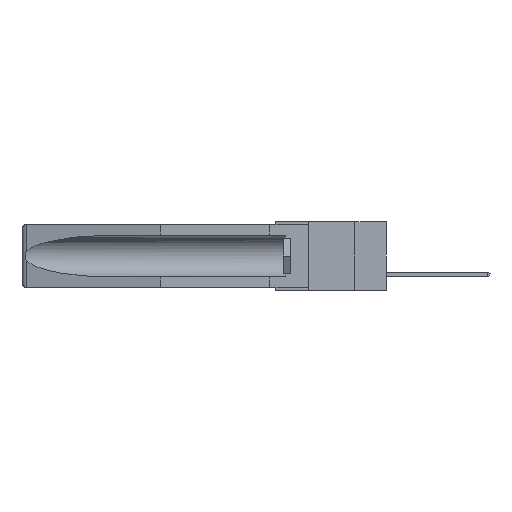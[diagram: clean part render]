
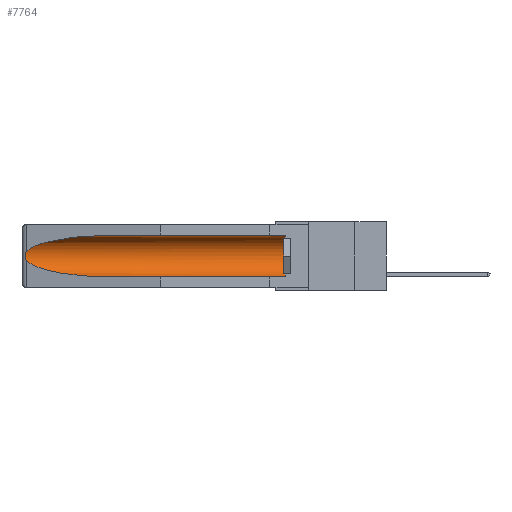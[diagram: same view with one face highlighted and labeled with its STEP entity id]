
A CAD part, left-side view. The second image highlights one B-rep face of the part: STEP entity #7764.
In plain terms, the highlighted cylindrical face has radius 2.857 mm (diameter 5.715 mm), a partial arc.
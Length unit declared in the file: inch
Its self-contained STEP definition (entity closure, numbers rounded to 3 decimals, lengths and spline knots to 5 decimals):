
#72 = EDGE_CURVE ( 'NONE', #19352, #7635, #8200, .T. ) ;
#194 = CARTESIAN_POINT ( 'NONE',  ( 0.26537, 1.52718, -0.14972 ) ) ;
#453 = CARTESIAN_POINT ( 'NONE',  ( 0.25451, 1.48313, -0.24835 ) ) ;
#1621 = VERTEX_POINT ( 'NONE', #19661 ) ;
#2228 = CARTESIAN_POINT ( 'NONE',  ( 0.21114, 1.30732, -0.284 ) ) ;
#2348 = ORIENTED_EDGE ( 'NONE', *, *, #10521, .T. ) ;
#2383 = CARTESIAN_POINT ( 'NONE',  ( 0.155, 1.07973, -0.284 ) ) ;
#2887 = CARTESIAN_POINT ( 'NONE',  ( 0.155, 0.126, -0.1715 ) ) ;
#3645 = ORIENTED_EDGE ( 'NONE', *, *, #72, .T. ) ;
#3831 = CARTESIAN_POINT ( 'NONE',  ( 0.25451, 1.48313, -0.09465 ) ) ;
#4221 = CARTESIAN_POINT ( 'NONE',  ( 0.26537, 1.52718, -0.19328 ) ) ;
#4385 = CARTESIAN_POINT ( 'NONE',  ( 0.155, 1.07973, -0.059 ) ) ;
#5166 = ORIENTED_EDGE ( 'NONE', *, *, #8359, .T. ) ;
#5187 = CARTESIAN_POINT ( 'NONE',  ( 0.155, -0.30754, -0.284 ) ) ;
#5404 = CARTESIAN_POINT ( 'NONE',  ( 0.26655, 1.53094, -0.18657 ) ) ;
#5588 = AXIS2_PLACEMENT_3D ( 'NONE', #20456, #22118, #11591 ) ;
#5682 = CARTESIAN_POINT ( 'NONE',  ( 0.155, 1.07973, -0.059 ) ) ;
#6259 = CARTESIAN_POINT ( 'NONE',  ( 0.2673, 1.5327, -0.16383 ) ) ;
#7148 = CARTESIAN_POINT ( 'NONE',  ( 0.26597, 1.5296, -0.19026 ) ) ;
#7190 = LINE ( 'NONE', #5187, #9113 ) ;
#7386 = CIRCLE ( 'NONE', #13921, 0.1125 ) ;
#7635 = VERTEX_POINT ( 'NONE', #15323 ) ;
#7668 = ORIENTED_EDGE ( 'NONE', *, *, #20612, .T. ) ;
#7764 = ADVANCED_FACE ( 'NONE', ( #15544 ), #15806, .F. ) ;
#7774 =( BOUNDED_CURVE ( )  B_SPLINE_CURVE ( 3, ( #5682, #9199, #3831, #14291 ),
 .UNSPECIFIED., .F., .F. ) 
 B_SPLINE_CURVE_WITH_KNOTS ( ( 4, 4 ),
 ( 4.71239, 6.08839 ),
 .UNSPECIFIED. ) 
 CURVE ( )  GEOMETRIC_REPRESENTATION_ITEM ( )  RATIONAL_B_SPLINE_CURVE ( ( 1., 0.848, 0.848, 1. ) ) 
 REPRESENTATION_ITEM ( '' )  );
#8003 = EDGE_LOOP ( 'NONE', ( #5166, #3645, #2348, #9090, #7668, #12607 ) ) ;
#8200 = B_SPLINE_CURVE_WITH_KNOTS ( 'NONE', 3,
 ( #194, #13269, #18811, #6259, #8560, #22622, #18963, #5404, #7148, #8927 ),
 .UNSPECIFIED., .F., .F.,
 ( 4, 2, 2, 2, 4 ),
 ( 0., 0.00029, 0.00058, 0.00087, 0.00117 ),
 .UNSPECIFIED. ) ;
#8207 = EDGE_CURVE ( 'NONE', #8264, #19904, #10270, .T. ) ;
#8264 = VERTEX_POINT ( 'NONE', #21173 ) ;
#8359 = EDGE_CURVE ( 'NONE', #19904, #19352, #7774, .T. ) ;
#8560 = CARTESIAN_POINT ( 'NONE',  ( 0.2675, 1.53308, -0.16763 ) ) ;
#8722 = DIRECTION ( 'NONE',  ( 0., 1., 0. ) ) ;
#8927 = CARTESIAN_POINT ( 'NONE',  ( 0.26537, 1.52718, -0.19328 ) ) ;
#9036 = CARTESIAN_POINT ( 'NONE',  ( 0.155, 1.07973, -0.284 ) ) ;
#9090 = ORIENTED_EDGE ( 'NONE', *, *, #19263, .F. ) ;
#9113 = VECTOR ( 'NONE', #8722, 39.37008 ) ;
#9199 = CARTESIAN_POINT ( 'NONE',  ( 0.21114, 1.30732, -0.059 ) ) ;
#10173 =( BOUNDED_CURVE ( )  B_SPLINE_CURVE ( 3, ( #4221, #453, #2228, #2383 ),
 .UNSPECIFIED., .F., .F. ) 
 B_SPLINE_CURVE_WITH_KNOTS ( ( 4, 4 ),
 ( 0.1948, 1.5708 ),
 .UNSPECIFIED. ) 
 CURVE ( )  GEOMETRIC_REPRESENTATION_ITEM ( )  RATIONAL_B_SPLINE_CURVE ( ( 1., 0.848, 0.848, 1. ) ) 
 REPRESENTATION_ITEM ( '' )  );
#10270 = LINE ( 'NONE', #20954, #19629 ) ;
#10521 = EDGE_CURVE ( 'NONE', #7635, #15543, #10173, .T. ) ;
#11591 = DIRECTION ( 'NONE',  ( 0., 0., 1. ) ) ;
#12607 = ORIENTED_EDGE ( 'NONE', *, *, #8207, .T. ) ;
#13269 = CARTESIAN_POINT ( 'NONE',  ( 0.26597, 1.52961, -0.15275 ) ) ;
#13921 = AXIS2_PLACEMENT_3D ( 'NONE', #2887, #15197, #16962 ) ;
#14291 = CARTESIAN_POINT ( 'NONE',  ( 0.26537, 1.52718, -0.14972 ) ) ;
#15197 = DIRECTION ( 'NONE',  ( 0., -1., 0. ) ) ;
#15323 = CARTESIAN_POINT ( 'NONE',  ( 0.26537, 1.52718, -0.19328 ) ) ;
#15543 = VERTEX_POINT ( 'NONE', #9036 ) ;
#15544 = FACE_OUTER_BOUND ( 'NONE', #8003, .T. ) ;
#15806 = CYLINDRICAL_SURFACE ( 'NONE', #5588, 0.1125 ) ;
#16962 = DIRECTION ( 'NONE',  ( 0., 0., 1. ) ) ;
#18811 = CARTESIAN_POINT ( 'NONE',  ( 0.26654, 1.53092, -0.15636 ) ) ;
#18963 = CARTESIAN_POINT ( 'NONE',  ( 0.2673, 1.53269, -0.17917 ) ) ;
#19263 = EDGE_CURVE ( 'NONE', #1621, #15543, #7190, .T. ) ;
#19352 = VERTEX_POINT ( 'NONE', #21488 ) ;
#19629 = VECTOR ( 'NONE', #21029, 39.37008 ) ;
#19661 = CARTESIAN_POINT ( 'NONE',  ( 0.155, 0.126, -0.284 ) ) ;
#19904 = VERTEX_POINT ( 'NONE', #4385 ) ;
#20456 = CARTESIAN_POINT ( 'NONE',  ( 0.155, -0.30754, -0.1715 ) ) ;
#20612 = EDGE_CURVE ( 'NONE', #1621, #8264, #7386, .T. ) ;
#20954 = CARTESIAN_POINT ( 'NONE',  ( 0.155, -0.30754, -0.059 ) ) ;
#21029 = DIRECTION ( 'NONE',  ( 0., 1., 0. ) ) ;
#21173 = CARTESIAN_POINT ( 'NONE',  ( 0.155, 0.126, -0.059 ) ) ;
#21488 = CARTESIAN_POINT ( 'NONE',  ( 0.26537, 1.52718, -0.14972 ) ) ;
#22118 = DIRECTION ( 'NONE',  ( 0., 1., 0. ) ) ;
#22622 = CARTESIAN_POINT ( 'NONE',  ( 0.2675, 1.53308, -0.17534 ) ) ;
